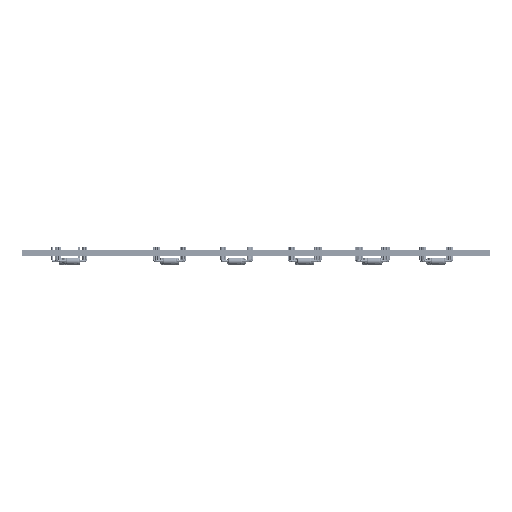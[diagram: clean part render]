
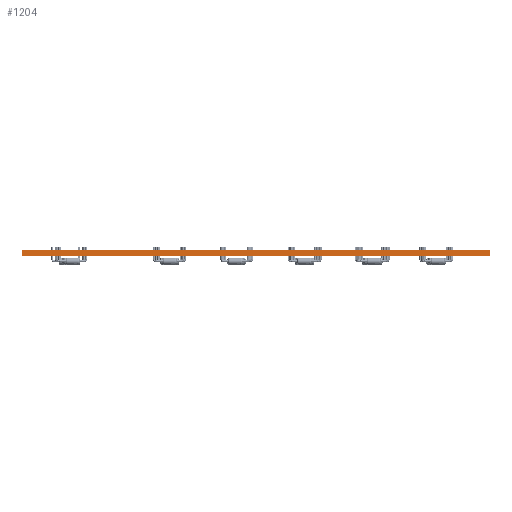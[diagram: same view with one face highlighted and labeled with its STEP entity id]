
A CAD part, left-side view. The second image highlights one B-rep face of the part: STEP entity #1204.
In plain terms, the highlighted planar face has unit normal (-1, 0, 0).
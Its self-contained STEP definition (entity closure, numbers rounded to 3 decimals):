
#1148 = VERTEX_POINT('',#1149);
#1149 = CARTESIAN_POINT('',(60.47,-351.58,1.51));
#1155 = EDGE_CURVE('',#1156,#1148,#1158,.T.);
#1156 = VERTEX_POINT('',#1157);
#1157 = CARTESIAN_POINT('',(60.47,-351.58,0.));
#1158 = LINE('',#1159,#1160);
#1159 = CARTESIAN_POINT('',(60.47,-351.58,0.));
#1160 = VECTOR('',#1161,1.);
#1161 = DIRECTION('',(0.,0.,1.));
#1204 = ADVANCED_FACE('',(#1205),#1230,.T.);
#1205 = FACE_BOUND('',#1206,.T.);
#1206 = EDGE_LOOP('',(#1207,#1208,#1216,#1224));
#1207 = ORIENTED_EDGE('',*,*,#1155,.T.);
#1208 = ORIENTED_EDGE('',*,*,#1209,.T.);
#1209 = EDGE_CURVE('',#1148,#1210,#1212,.T.);
#1210 = VERTEX_POINT('',#1211);
#1211 = CARTESIAN_POINT('',(60.47,-217.83,1.51));
#1212 = LINE('',#1213,#1214);
#1213 = CARTESIAN_POINT('',(60.47,-351.58,1.51));
#1214 = VECTOR('',#1215,1.);
#1215 = DIRECTION('',(0.,1.,0.));
#1216 = ORIENTED_EDGE('',*,*,#1217,.F.);
#1217 = EDGE_CURVE('',#1218,#1210,#1220,.T.);
#1218 = VERTEX_POINT('',#1219);
#1219 = CARTESIAN_POINT('',(60.47,-217.83,0.));
#1220 = LINE('',#1221,#1222);
#1221 = CARTESIAN_POINT('',(60.47,-217.83,0.));
#1222 = VECTOR('',#1223,1.);
#1223 = DIRECTION('',(0.,0.,1.));
#1224 = ORIENTED_EDGE('',*,*,#1225,.F.);
#1225 = EDGE_CURVE('',#1156,#1218,#1226,.T.);
#1226 = LINE('',#1227,#1228);
#1227 = CARTESIAN_POINT('',(60.47,-351.58,0.));
#1228 = VECTOR('',#1229,1.);
#1229 = DIRECTION('',(0.,1.,0.));
#1230 = PLANE('',#1231);
#1231 = AXIS2_PLACEMENT_3D('',#1232,#1233,#1234);
#1232 = CARTESIAN_POINT('',(60.47,-351.58,0.));
#1233 = DIRECTION('',(-1.,0.,0.));
#1234 = DIRECTION('',(0.,1.,0.));
